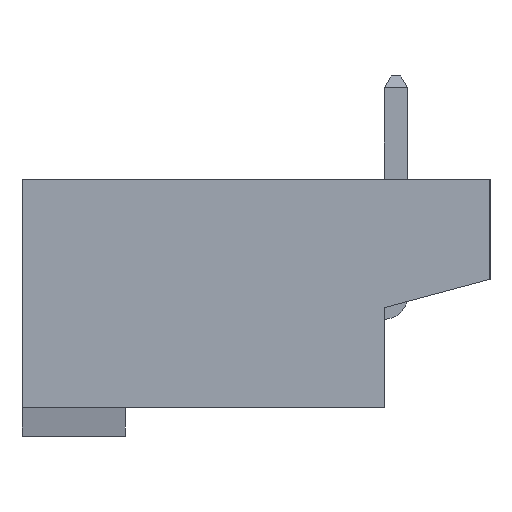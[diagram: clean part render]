
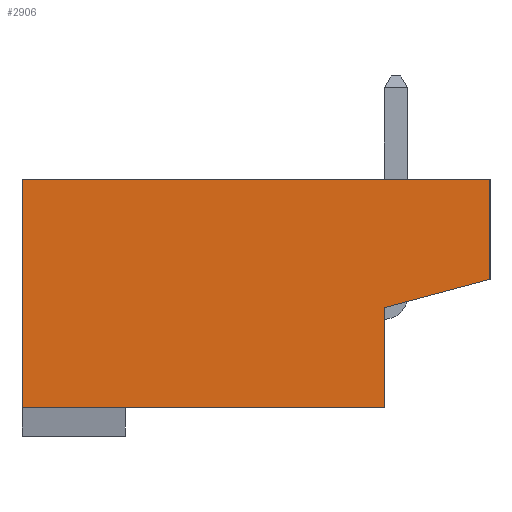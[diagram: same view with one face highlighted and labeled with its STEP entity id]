
A CAD part, left-side view. The second image highlights one B-rep face of the part: STEP entity #2906.
In plain terms, the highlighted planar face has unit normal (-1, 0, 0).
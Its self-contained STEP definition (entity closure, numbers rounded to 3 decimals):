
#723=DIRECTION('',(0.,1.,0.));
#724=VECTOR('',#723,13.14);
#725=CARTESIAN_POINT('',(-8.025,-7.69,3.605));
#726=LINE('',#725,#724);
#735=DIRECTION('',(0.,0.,1.));
#736=VECTOR('',#735,2.811);
#737=CARTESIAN_POINT('',(-8.025,-7.69,0.794));
#738=LINE('',#737,#736);
#739=DIRECTION('',(0.,-0.966,0.259));
#740=VECTOR('',#739,3.07);
#741=CARTESIAN_POINT('',(-8.025,-4.725,0.));
#742=LINE('',#741,#740);
#743=DIRECTION('',(0.,0.,1.));
#744=VECTOR('',#743,2.815);
#745=CARTESIAN_POINT('',(-8.025,-4.725,-2.815));
#746=LINE('',#745,#744);
#747=DIRECTION('',(0.,-1.,0.));
#748=VECTOR('',#747,10.175);
#749=CARTESIAN_POINT('',(-8.025,5.45,-2.815));
#750=LINE('',#749,#748);
#751=DIRECTION('',(0.,0.,1.));
#752=VECTOR('',#751,6.42);
#753=CARTESIAN_POINT('',(-8.025,5.45,-2.815));
#754=LINE('',#753,#752);
#1525=CARTESIAN_POINT('',(-8.025,5.45,3.605));
#1526=VERTEX_POINT('',#1525);
#1555=CARTESIAN_POINT('',(-8.025,5.45,-2.815));
#1557=VERTEX_POINT('',#1555);
#1737=CARTESIAN_POINT('',(-8.025,-4.725,-2.815));
#1739=VERTEX_POINT('',#1737);
#1785=CARTESIAN_POINT('',(-8.025,-7.69,0.794));
#1786=CARTESIAN_POINT('',(-8.025,-7.69,3.605));
#1787=VERTEX_POINT('',#1785);
#1788=VERTEX_POINT('',#1786);
#1807=CARTESIAN_POINT('',(-8.025,-4.725,0.));
#1808=VERTEX_POINT('',#1807);
#2892=CARTESIAN_POINT('',(-8.025,5.45,-3.605));
#2893=DIRECTION('',(-1.,0.,0.));
#2894=DIRECTION('',(0.,-1.,0.));
#2895=AXIS2_PLACEMENT_3D('',#2892,#2893,#2894);
#2896=PLANE('',#2895);
#2897=ORIENTED_EDGE('',*,*,#2872,.F.);
#2898=ORIENTED_EDGE('',*,*,#2883,.F.);
#2900=ORIENTED_EDGE('',*,*,#2899,.F.);
#2901=ORIENTED_EDGE('',*,*,#2652,.F.);
#2902=ORIENTED_EDGE('',*,*,#2804,.F.);
#2903=ORIENTED_EDGE('',*,*,#2053,.T.);
#2904=EDGE_LOOP('',(#2897,#2898,#2900,#2901,#2902,#2903));
#2905=FACE_OUTER_BOUND('',#2904,.F.);
#2906=ADVANCED_FACE('',(#2905),#2896,.T.);
#2053=EDGE_CURVE('',#1557,#1526,#754,.T.);
#2652=EDGE_CURVE('',#1739,#1808,#746,.T.);
#2804=EDGE_CURVE('',#1557,#1739,#750,.T.);
#2872=EDGE_CURVE('',#1788,#1526,#726,.T.);
#2883=EDGE_CURVE('',#1787,#1788,#738,.T.);
#2899=EDGE_CURVE('',#1808,#1787,#742,.T.);
